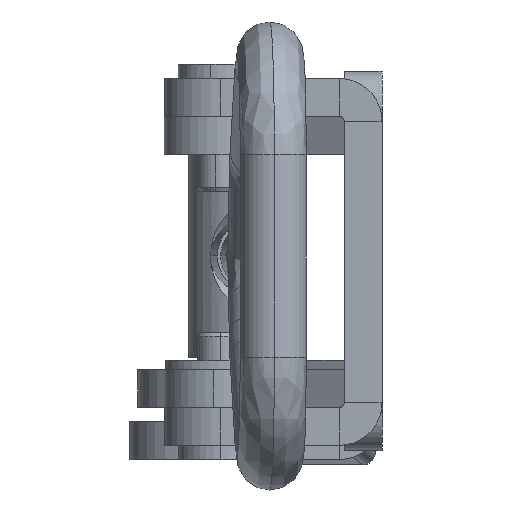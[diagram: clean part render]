
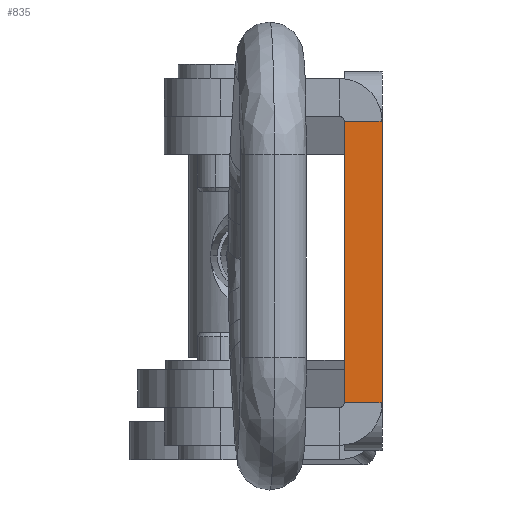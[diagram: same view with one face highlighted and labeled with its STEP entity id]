
A CAD part, left-side view. The second image highlights one B-rep face of the part: STEP entity #835.
In plain terms, the highlighted planar face has unit normal (-1, 0, 0).
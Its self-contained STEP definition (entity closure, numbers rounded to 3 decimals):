
#174 = CARTESIAN_POINT ( 'NONE',  ( -20.5, -4., -35.2 ) ) ;
#420 = LINE ( 'NONE', #4157, #3806 ) ;
#785 = ORIENTED_EDGE ( 'NONE', *, *, #1541, .F. ) ;
#787 = VECTOR ( 'NONE', #6820, 1000. ) ;
#805 = DIRECTION ( 'NONE',  ( -1., 0., 0. ) ) ;
#824 = PLANE ( 'NONE',  #5816 ) ;
#835 = ADVANCED_FACE ( 'NONE', ( #5684 ), #824, .T. ) ;
#957 = VECTOR ( 'NONE', #6770, 1000. ) ;
#1029 = VECTOR ( 'NONE', #1842, 1000. ) ;
#1220 = LINE ( 'NONE', #1262, #1029 ) ;
#1262 = CARTESIAN_POINT ( 'NONE',  ( -20.5, 0., -35.2 ) ) ;
#1370 = VERTEX_POINT ( 'NONE', #3053 ) ;
#1541 = EDGE_CURVE ( 'NONE', #1370, #5875, #3998, .T. ) ;
#1830 = CARTESIAN_POINT ( 'NONE',  ( -20.5, 0., -35.2 ) ) ;
#1842 = DIRECTION ( 'NONE',  ( 0., 0., 1. ) ) ;
#1912 = ORIENTED_EDGE ( 'NONE', *, *, #6618, .T. ) ;
#1955 = CARTESIAN_POINT ( 'NONE',  ( -20.5, 0., -5.5 ) ) ;
#2021 = CARTESIAN_POINT ( 'NONE',  ( -20.5, -4., -35.2 ) ) ;
#3053 = CARTESIAN_POINT ( 'NONE',  ( -20.5, -4., -35.2 ) ) ;
#3109 = EDGE_CURVE ( 'NONE', #3521, #5204, #420, .T. ) ;
#3521 = VERTEX_POINT ( 'NONE', #3596 ) ;
#3596 = CARTESIAN_POINT ( 'NONE',  ( -20.5, -4., -5.5 ) ) ;
#3806 = VECTOR ( 'NONE', #7750, 1000. ) ;
#3998 = LINE ( 'NONE', #4385, #787 ) ;
#4157 = CARTESIAN_POINT ( 'NONE',  ( -20.5, -4., -5.5 ) ) ;
#4164 = LINE ( 'NONE', #174, #957 ) ;
#4385 = CARTESIAN_POINT ( 'NONE',  ( -20.5, -4., -35.2 ) ) ;
#4654 = EDGE_CURVE ( 'NONE', #5875, #5204, #1220, .T. ) ;
#4997 = DIRECTION ( 'NONE',  ( 0., 0., 1. ) ) ;
#5204 = VERTEX_POINT ( 'NONE', #1955 ) ;
#5684 = FACE_OUTER_BOUND ( 'NONE', #7557, .T. ) ;
#5816 = AXIS2_PLACEMENT_3D ( 'NONE', #2021, #805, #4997 ) ;
#5875 = VERTEX_POINT ( 'NONE', #1830 ) ;
#6271 = ORIENTED_EDGE ( 'NONE', *, *, #4654, .F. ) ;
#6618 = EDGE_CURVE ( 'NONE', #1370, #3521, #4164, .T. ) ;
#6770 = DIRECTION ( 'NONE',  ( 0., 0., 1. ) ) ;
#6779 = ORIENTED_EDGE ( 'NONE', *, *, #3109, .T. ) ;
#6820 = DIRECTION ( 'NONE',  ( 0., 1., 0. ) ) ;
#7557 = EDGE_LOOP ( 'NONE', ( #6271, #785, #1912, #6779 ) ) ;
#7750 = DIRECTION ( 'NONE',  ( 0., 1., 0. ) ) ;
